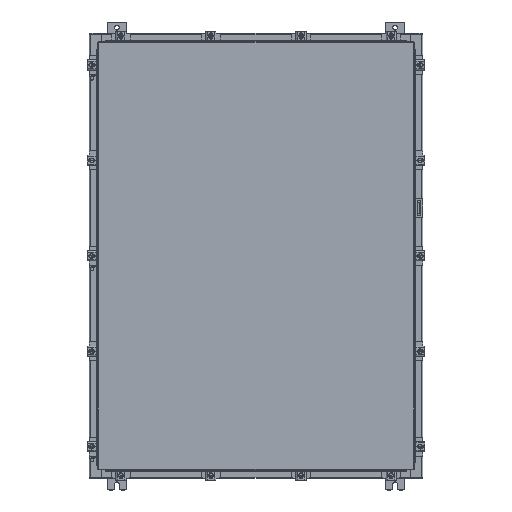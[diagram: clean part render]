
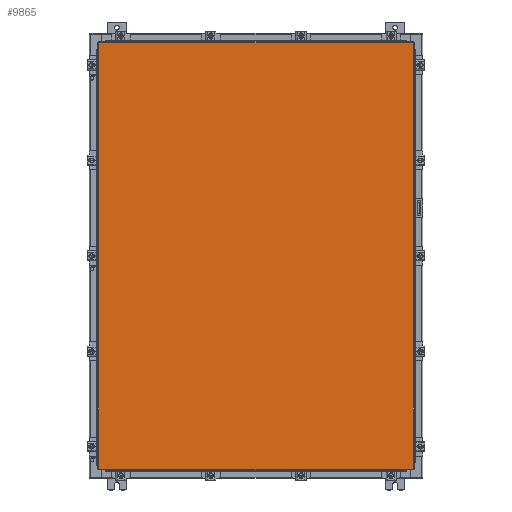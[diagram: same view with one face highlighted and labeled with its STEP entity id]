
A CAD part, top view. The second image highlights one B-rep face of the part: STEP entity #9865.
In plain terms, the highlighted planar face has unit normal (0, 0, 1).
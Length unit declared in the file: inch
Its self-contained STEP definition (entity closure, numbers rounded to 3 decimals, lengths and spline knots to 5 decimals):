
#2226 = EDGE_LOOP ( 'NONE', ( #11190, #4214, #18844, #7366 ) ) ;
#4214 = ORIENTED_EDGE ( 'NONE', *, *, #4579, .T. ) ;
#4376 = FACE_OUTER_BOUND ( 'NONE', #2226, .T. ) ;
#4579 = EDGE_CURVE ( 'NONE', #19469, #19875, #25972, .T. ) ;
#4844 = DIRECTION ( 'NONE',  ( 0., 0., -1. ) ) ;
#4991 = CARTESIAN_POINT ( 'NONE',  ( -16.9903, 23.0063, 0. ) ) ;
#5072 = VERTEX_POINT ( 'NONE', #12271 ) ;
#5430 = EDGE_CURVE ( 'NONE', #5072, #10529, #8597, .T. ) ;
#6235 = VECTOR ( 'NONE', #16142, 39.37008 ) ;
#6496 = CARTESIAN_POINT ( 'NONE',  ( 16.9903, -23.0063, 0. ) ) ;
#7366 = ORIENTED_EDGE ( 'NONE', *, *, #5430, .T. ) ;
#7876 = AXIS2_PLACEMENT_3D ( 'NONE', #25828, #4844, #25918 ) ;
#7888 = CARTESIAN_POINT ( 'NONE',  ( -16.9903, -23.0063, 0. ) ) ;
#8597 = LINE ( 'NONE', #4991, #26092 ) ;
#9698 = CARTESIAN_POINT ( 'NONE',  ( 16.9903, -23.0063, 0. ) ) ;
#9865 = ADVANCED_FACE ( 'NONE', ( #4376 ), #21676, .F. ) ;
#10529 = VERTEX_POINT ( 'NONE', #7888 ) ;
#11190 = ORIENTED_EDGE ( 'NONE', *, *, #12950, .T. ) ;
#11823 = LINE ( 'NONE', #24536, #6235 ) ;
#12271 = CARTESIAN_POINT ( 'NONE',  ( -16.9903, 23.0063, 0. ) ) ;
#12950 = EDGE_CURVE ( 'NONE', #10529, #19469, #20310, .T. ) ;
#14698 = VECTOR ( 'NONE', #24618, 39.37008 ) ;
#14767 = VECTOR ( 'NONE', #16135, 39.37008 ) ;
#16135 = DIRECTION ( 'NONE',  ( 0., 1., 0. ) ) ;
#16142 = DIRECTION ( 'NONE',  ( -1., 0., 0. ) ) ;
#17737 = EDGE_CURVE ( 'NONE', #19875, #5072, #11823, .T. ) ;
#18844 = ORIENTED_EDGE ( 'NONE', *, *, #17737, .T. ) ;
#19469 = VERTEX_POINT ( 'NONE', #6496 ) ;
#19705 = DIRECTION ( 'NONE',  ( 0., -1., 0. ) ) ;
#19875 = VERTEX_POINT ( 'NONE', #24411 ) ;
#20310 = LINE ( 'NONE', #20403, #14698 ) ;
#20403 = CARTESIAN_POINT ( 'NONE',  ( -16.9903, -23.0063, 0. ) ) ;
#21676 = PLANE ( 'NONE',  #7876 ) ;
#24411 = CARTESIAN_POINT ( 'NONE',  ( 16.9903, 23.0063, 0. ) ) ;
#24536 = CARTESIAN_POINT ( 'NONE',  ( 16.9903, 23.0063, 0. ) ) ;
#24618 = DIRECTION ( 'NONE',  ( 1., 0., 0. ) ) ;
#25828 = CARTESIAN_POINT ( 'NONE',  ( 0., 0., 0. ) ) ;
#25918 = DIRECTION ( 'NONE',  ( -1., 0., 0. ) ) ;
#25972 = LINE ( 'NONE', #9698, #14767 ) ;
#26092 = VECTOR ( 'NONE', #19705, 39.37008 ) ;
